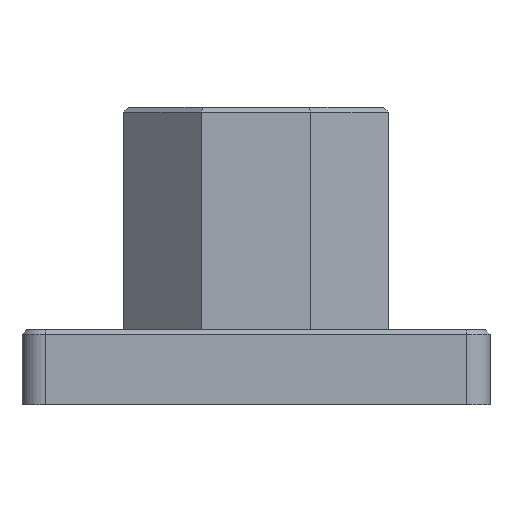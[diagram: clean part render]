
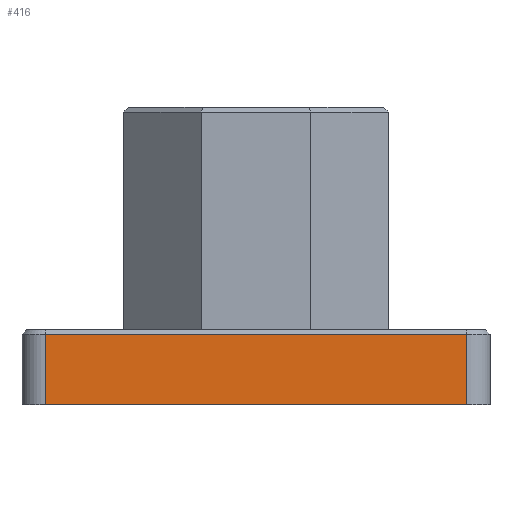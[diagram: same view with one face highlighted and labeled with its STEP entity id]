
A CAD part, left-side view. The second image highlights one B-rep face of the part: STEP entity #416.
In plain terms, the highlighted planar face has unit normal (-1, 0, 0).
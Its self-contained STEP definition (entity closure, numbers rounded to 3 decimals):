
#62 = VERTEX_POINT ( 'NONE', #200 ) ;
#104 = ORIENTED_EDGE ( 'NONE', *, *, #1353, .T. ) ;
#123 = DIRECTION ( 'NONE',  ( 0., 0., 1. ) ) ;
#182 = DIRECTION ( 'NONE',  ( 0., 1., 0. ) ) ;
#184 = CARTESIAN_POINT ( 'NONE',  ( 0., 0., 0. ) ) ;
#200 = CARTESIAN_POINT ( 'NONE',  ( 0., 1., 3. ) ) ;
#224 = CARTESIAN_POINT ( 'NONE',  ( 0., 19., 3. ) ) ;
#234 = LINE ( 'NONE', #1157, #1382 ) ;
#244 = CARTESIAN_POINT ( 'NONE',  ( 0., 19., 3.2 ) ) ;
#270 = CARTESIAN_POINT ( 'NONE',  ( 0., 1., 0. ) ) ;
#327 = CARTESIAN_POINT ( 'NONE',  ( 0., 0., 3. ) ) ;
#358 = VERTEX_POINT ( 'NONE', #270 ) ;
#369 = DIRECTION ( 'NONE',  ( 0., 0., -1. ) ) ;
#383 = VERTEX_POINT ( 'NONE', #894 ) ;
#416 = ADVANCED_FACE ( 'NONE', ( #1444 ), #552, .F. ) ;
#436 = ORIENTED_EDGE ( 'NONE', *, *, #1280, .T. ) ;
#442 = DIRECTION ( 'NONE',  ( 0., 0., -1. ) ) ;
#464 = EDGE_CURVE ( 'NONE', #62, #502, #1455, .T. ) ;
#502 = VERTEX_POINT ( 'NONE', #224 ) ;
#552 = PLANE ( 'NONE',  #888 ) ;
#557 = VECTOR ( 'NONE', #369, 1000. ) ;
#685 = DIRECTION ( 'NONE',  ( 0., -1., 0. ) ) ;
#744 = VECTOR ( 'NONE', #685, 1000. ) ;
#820 = EDGE_LOOP ( 'NONE', ( #104, #1395, #436, #1099 ) ) ;
#888 = AXIS2_PLACEMENT_3D ( 'NONE', #996, #1357, #442 ) ;
#894 = CARTESIAN_POINT ( 'NONE',  ( 0., 19., 0. ) ) ;
#917 = VECTOR ( 'NONE', #182, 1000. ) ;
#996 = CARTESIAN_POINT ( 'NONE',  ( 0., 0., 3.2 ) ) ;
#1099 = ORIENTED_EDGE ( 'NONE', *, *, #1169, .T. ) ;
#1157 = CARTESIAN_POINT ( 'NONE',  ( 0., 1., 3.2 ) ) ;
#1169 = EDGE_CURVE ( 'NONE', #383, #358, #1219, .T. ) ;
#1219 = LINE ( 'NONE', #184, #744 ) ;
#1280 = EDGE_CURVE ( 'NONE', #502, #383, #1299, .T. ) ;
#1299 = LINE ( 'NONE', #244, #557 ) ;
#1353 = EDGE_CURVE ( 'NONE', #358, #62, #234, .T. ) ;
#1357 = DIRECTION ( 'NONE',  ( 1., 0., 0. ) ) ;
#1382 = VECTOR ( 'NONE', #123, 1000. ) ;
#1395 = ORIENTED_EDGE ( 'NONE', *, *, #464, .T. ) ;
#1444 = FACE_OUTER_BOUND ( 'NONE', #820, .T. ) ;
#1455 = LINE ( 'NONE', #327, #917 ) ;
